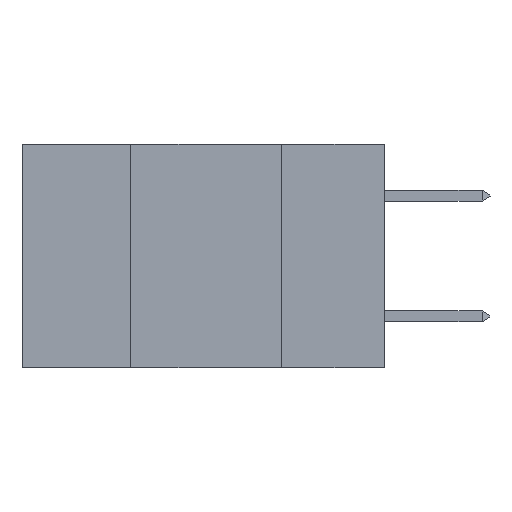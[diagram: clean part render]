
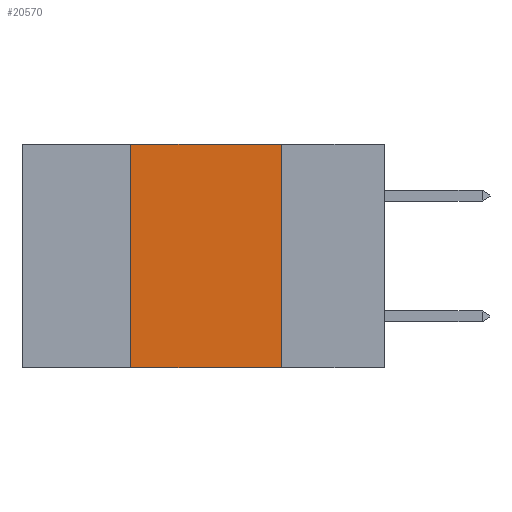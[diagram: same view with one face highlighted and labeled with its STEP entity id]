
A CAD part, left-side view. The second image highlights one B-rep face of the part: STEP entity #20570.
In plain terms, the highlighted planar face has unit normal (-1, 0, 0).
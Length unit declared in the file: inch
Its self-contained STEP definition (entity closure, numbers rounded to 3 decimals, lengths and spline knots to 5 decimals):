
#1295 = EDGE_LOOP ( 'NONE', ( #21823, #18295, #8565, #5694 ) ) ;
#2462 = DIRECTION ( 'NONE',  ( 0., 0., -1. ) ) ;
#4641 = DIRECTION ( 'NONE',  ( 0., 0., -1. ) ) ;
#5189 = CARTESIAN_POINT ( 'NONE',  ( 0., 0.6, -0.37 ) ) ;
#5360 = DIRECTION ( 'NONE',  ( 0., -1., 0. ) ) ;
#5694 = ORIENTED_EDGE ( 'NONE', *, *, #9090, .T. ) ;
#5997 = LINE ( 'NONE', #14550, #18566 ) ;
#6740 = LINE ( 'NONE', #5189, #15899 ) ;
#7237 = EDGE_CURVE ( 'NONE', #9930, #21368, #5997, .T. ) ;
#7945 = VERTEX_POINT ( 'NONE', #12598 ) ;
#7990 = DIRECTION ( 'NONE',  ( 1., 0., 0. ) ) ;
#8565 = ORIENTED_EDGE ( 'NONE', *, *, #8996, .F. ) ;
#8996 = EDGE_CURVE ( 'NONE', #7945, #19220, #17997, .T. ) ;
#9090 = EDGE_CURVE ( 'NONE', #7945, #21368, #6740, .T. ) ;
#9525 = CARTESIAN_POINT ( 'NONE',  ( 0., 0.42, 0. ) ) ;
#9791 = AXIS2_PLACEMENT_3D ( 'NONE', #10686, #7990, #4641 ) ;
#9930 = VERTEX_POINT ( 'NONE', #14587 ) ;
#10686 = CARTESIAN_POINT ( 'NONE',  ( 0., 0.6, 0. ) ) ;
#12579 = PLANE ( 'NONE',  #9791 ) ;
#12598 = CARTESIAN_POINT ( 'NONE',  ( 0., 0.42, -0.37 ) ) ;
#12881 = CARTESIAN_POINT ( 'NONE',  ( 0., 0.42, 0. ) ) ;
#13739 = CARTESIAN_POINT ( 'NONE',  ( 0., 0.17, -0.37 ) ) ;
#13818 = LINE ( 'NONE', #20605, #21388 ) ;
#14550 = CARTESIAN_POINT ( 'NONE',  ( 0., 0.17, 0. ) ) ;
#14587 = CARTESIAN_POINT ( 'NONE',  ( 0., 0.17, 0. ) ) ;
#15899 = VECTOR ( 'NONE', #18431, 39.37008 ) ;
#16135 = EDGE_CURVE ( 'NONE', #19220, #9930, #13818, .T. ) ;
#17770 = DIRECTION ( 'NONE',  ( 0., 0., 1. ) ) ;
#17997 = LINE ( 'NONE', #9525, #20172 ) ;
#18295 = ORIENTED_EDGE ( 'NONE', *, *, #16135, .F. ) ;
#18431 = DIRECTION ( 'NONE',  ( 0., -1., 0. ) ) ;
#18566 = VECTOR ( 'NONE', #2462, 39.37008 ) ;
#19220 = VERTEX_POINT ( 'NONE', #12881 ) ;
#19890 = FACE_OUTER_BOUND ( 'NONE', #1295, .T. ) ;
#20172 = VECTOR ( 'NONE', #17770, 39.37008 ) ;
#20570 = ADVANCED_FACE ( 'NONE', ( #19890 ), #12579, .F. ) ;
#20605 = CARTESIAN_POINT ( 'NONE',  ( 0., 0.6, 0. ) ) ;
#21368 = VERTEX_POINT ( 'NONE', #13739 ) ;
#21388 = VECTOR ( 'NONE', #5360, 39.37008 ) ;
#21823 = ORIENTED_EDGE ( 'NONE', *, *, #7237, .F. ) ;
